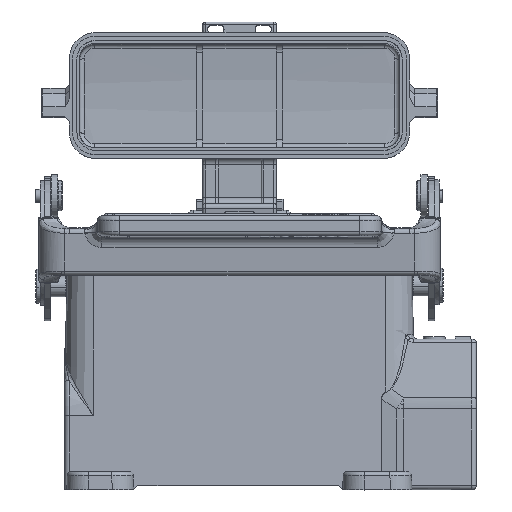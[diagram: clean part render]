
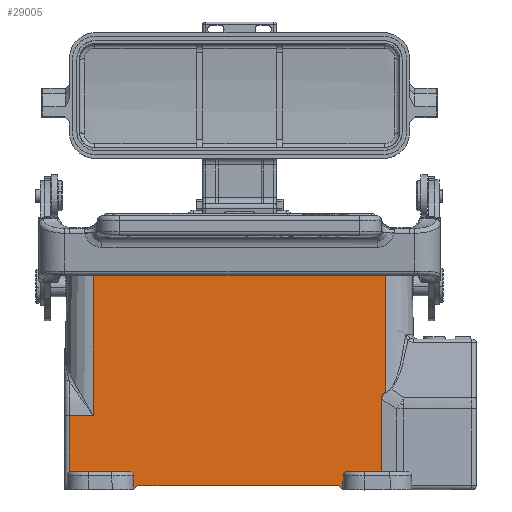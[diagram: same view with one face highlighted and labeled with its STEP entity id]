
A CAD part, top view. The second image highlights one B-rep face of the part: STEP entity #29005.
In plain terms, the highlighted planar face has unit normal (0, 0.018, 1).
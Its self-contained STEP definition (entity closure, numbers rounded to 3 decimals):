
#2373=DIRECTION('',(1.,0.,0.));
#2374=VECTOR('',#2373,46.6);
#2375=CARTESIAN_POINT('',(-23.6,-57.5,
15.727));
#2376=LINE('',#2375,#2374);
#2417=CARTESIAN_POINT('',(34.,-35.81,15.349));
#2418=CARTESIAN_POINT('',(33.912,-35.851,15.35));
#2419=CARTESIAN_POINT('',(33.748,-35.939,15.351));
#2420=CARTESIAN_POINT('',(33.536,-36.092,15.354));
#2421=CARTESIAN_POINT('',(33.357,-36.266,15.357));
#2422=CARTESIAN_POINT('',(33.21,-36.459,15.36));
#2423=CARTESIAN_POINT('',(33.095,-36.673,15.364));
#2424=CARTESIAN_POINT('',(33.009,-36.912,15.368));
#2425=CARTESIAN_POINT('',(32.954,-37.182,15.373));
#2426=CARTESIAN_POINT('',(32.941,-37.387,15.376));
#2427=CARTESIAN_POINT('',(32.941,-37.496,15.378));
#2429=DIRECTION('',(-1.,0.,0.));
#2430=VECTOR('',#2429,7.885);
#2431=CARTESIAN_POINT('',(32.941,-54.3,15.672));
#2432=LINE('',#2431,#2430);
#2433=CARTESIAN_POINT('',(25.056,-54.3,15.672));
#2434=CARTESIAN_POINT('',(24.949,-54.3,15.672));
#2435=CARTESIAN_POINT('',(24.746,-54.333,15.672));
#2436=CARTESIAN_POINT('',(24.464,-54.474,15.675));
#2437=CARTESIAN_POINT('',(24.241,-54.693,15.678));
#2438=CARTESIAN_POINT('',(24.094,-54.973,15.683));
#2439=CARTESIAN_POINT('',(24.058,-55.175,15.687));
#2440=CARTESIAN_POINT('',(24.056,-55.283,15.689));
#2442=DIRECTION('',(-0.017,-1.,0.017));
#2443=VECTOR('',#2442,3.218);
#2444=CARTESIAN_POINT('',(24.056,-55.283,15.689));
#2445=LINE('',#2444,#2443);
#2446=DIRECTION('',(-0.707,0.707,-0.012));
#2447=VECTOR('',#2446,1.414);
#2448=CARTESIAN_POINT('',(24.,-58.5,15.745));
#2449=LINE('',#2448,#2447);
#2450=DIRECTION('',(-0.707,-0.707,0.012));
#2451=VECTOR('',#2450,1.414);
#2452=CARTESIAN_POINT('',(-23.6,-57.5,
15.727));
#2453=LINE('',#2452,#2451);
#2454=DIRECTION('',(-0.017,1.,-0.017));
#2455=VECTOR('',#2454,3.218);
#2456=CARTESIAN_POINT('',(-24.6,-58.5,
15.745));
#2457=LINE('',#2456,#2455);
#2458=CARTESIAN_POINT('',(-24.656,-55.283,
15.689));
#2459=CARTESIAN_POINT('',(-24.658,-55.175,
15.687));
#2460=CARTESIAN_POINT('',(-24.694,-54.973,
15.683));
#2461=CARTESIAN_POINT('',(-24.841,-54.693,
15.678));
#2462=CARTESIAN_POINT('',(-25.064,-54.474,
15.675));
#2463=CARTESIAN_POINT('',(-25.346,-54.333,
15.672));
#2464=CARTESIAN_POINT('',(-25.549,-54.3,
15.672));
#2465=CARTESIAN_POINT('',(-25.656,-54.3,
15.672));
#2467=DIRECTION('',(-1.,0.,0.));
#2468=VECTOR('',#2467,13.388);
#2469=CARTESIAN_POINT('',(-25.656,-54.3,
15.672));
#2470=LINE('',#2469,#2468);
#2471=CARTESIAN_POINT('',(-39.044,-54.3,
15.672));
#2472=CARTESIAN_POINT('',(-39.111,-54.3,
15.672));
#2473=CARTESIAN_POINT('',(-39.243,-54.313,
15.672));
#2474=CARTESIAN_POINT('',(-39.428,-54.369,
15.673));
#2475=CARTESIAN_POINT('',(-39.544,-54.431,
15.674));
#2476=CARTESIAN_POINT('',(-39.6,-54.469,
15.675));
#2502=DIRECTION('',(0.,1.,-0.017));
#2503=VECTOR('',#2502,33.824);
#2504=CARTESIAN_POINT('',(34.,-35.81,15.349));
#2505=LINE('',#2504,#2503);
#11062=DIRECTION('',(-1.,0.,0.));
#11063=VECTOR('',#11062,68.);
#11064=CARTESIAN_POINT('',(34.,-1.991,
14.759));
#11065=LINE('',#11064,#11063);
#11172=DIRECTION('',(0.,-1.,0.017));
#11173=VECTOR('',#11172,39.245);
#11174=CARTESIAN_POINT('',(-34.,-1.991,
14.759));
#11175=LINE('',#11174,#11173);
#11206=DIRECTION('',(-1.,0.,0.));
#11207=VECTOR('',#11206,5.6);
#11208=CARTESIAN_POINT('',(-34.,-41.23,
15.443));
#11209=LINE('',#11208,#11207);
#11290=DIRECTION('',(0.,-1.,0.017));
#11291=VECTOR('',#11290,13.24);
#11292=CARTESIAN_POINT('',(-39.6,-41.23,15.443));
#11293=LINE('',#11292,#11291);
#18346=DIRECTION('',(0.,1.,-0.017));
#18347=VECTOR('',#18346,16.807);
#18348=CARTESIAN_POINT('',(32.941,-54.3,
15.672));
#18349=LINE('',#18348,#18347);
#22155=CARTESIAN_POINT('',(23.,-57.5,
15.727));
#22156=VERTEX_POINT('',#22155);
#22157=CARTESIAN_POINT('',(24.,-58.5,
15.745));
#22158=VERTEX_POINT('',#22157);
#22159=CARTESIAN_POINT('',(-23.6,-57.5,
15.727));
#22160=VERTEX_POINT('',#22159);
#22170=CARTESIAN_POINT('',(34.,-35.81,
15.349));
#22171=CARTESIAN_POINT('',(34.,-1.991,
14.759));
#22172=VERTEX_POINT('',#22170);
#22173=VERTEX_POINT('',#22171);
#22174=VERTEX_POINT('',#2427);
#22175=CARTESIAN_POINT('',(32.941,-54.3,
15.672));
#22176=VERTEX_POINT('',#22175);
#22177=CARTESIAN_POINT('',(25.056,-54.3,
15.672));
#22178=VERTEX_POINT('',#22177);
#22179=VERTEX_POINT('',#2440);
#22180=CARTESIAN_POINT('',(-24.6,-58.5,
15.745));
#22181=VERTEX_POINT('',#22180);
#22182=CARTESIAN_POINT('',(-24.656,-55.283,
15.689));
#22183=VERTEX_POINT('',#22182);
#22184=VERTEX_POINT('',#2465);
#22185=CARTESIAN_POINT('',(-39.044,-54.3,
15.672));
#22186=VERTEX_POINT('',#22185);
#22187=VERTEX_POINT('',#2476);
#22188=CARTESIAN_POINT('',(-39.6,-41.23,15.443));
#22189=VERTEX_POINT('',#22188);
#22190=CARTESIAN_POINT('',(-34.,-41.23,
15.443));
#22191=VERTEX_POINT('',#22190);
#22192=CARTESIAN_POINT('',(-34.,-1.991,
14.759));
#22193=VERTEX_POINT('',#22192);
#28966=CARTESIAN_POINT('',(-2.8,-30.246,
15.252));
#28967=DIRECTION('',(0.,0.017,1.));
#28968=DIRECTION('',(0.,-1.,0.017));
#28969=AXIS2_PLACEMENT_3D('',#28966,#28967,#28968);
#28970=PLANE('',#28969);
#28972=ORIENTED_EDGE('',*,*,#28971,.F.);
#28974=ORIENTED_EDGE('',*,*,#28973,.T.);
#28976=ORIENTED_EDGE('',*,*,#28975,.F.);
#28978=ORIENTED_EDGE('',*,*,#28977,.T.);
#28980=ORIENTED_EDGE('',*,*,#28979,.T.);
#28982=ORIENTED_EDGE('',*,*,#28981,.T.);
#28983=ORIENTED_EDGE('',*,*,#28932,.T.);
#28984=ORIENTED_EDGE('',*,*,#28945,.F.);
#28986=ORIENTED_EDGE('',*,*,#28985,.T.);
#28988=ORIENTED_EDGE('',*,*,#28987,.T.);
#28990=ORIENTED_EDGE('',*,*,#28989,.T.);
#28992=ORIENTED_EDGE('',*,*,#28991,.T.);
#28994=ORIENTED_EDGE('',*,*,#28993,.T.);
#28996=ORIENTED_EDGE('',*,*,#28995,.F.);
#28998=ORIENTED_EDGE('',*,*,#28997,.F.);
#29000=ORIENTED_EDGE('',*,*,#28999,.F.);
#29002=ORIENTED_EDGE('',*,*,#29001,.F.);
#29003=EDGE_LOOP('',(#28972,#28974,#28976,#28978,#28980,#28982,#28983,#28984,
#28986,#28988,#28990,#28992,#28994,#28996,#28998,#29000,#29002));
#29004=FACE_OUTER_BOUND('',#29003,.F.);
#29005=ADVANCED_FACE('',(#29004),#28970,.T.);
#2428=B_SPLINE_CURVE_WITH_KNOTS('',3,(#2417,#2418,#2419,#2420,#2421,#2422,#2423,
#2424,#2425,#2426,#2427),.UNSPECIFIED.,.F.,.F.,(4,1,1,1,1,1,1,1,4),(0.,
0.125,0.25,0.375,0.5,0.625,0.75,0.875,1.),.UNSPECIFIED.);
#2441=B_SPLINE_CURVE_WITH_KNOTS('',3,(#2433,#2434,#2435,#2436,#2437,#2438,#2439,
#2440),.UNSPECIFIED.,.F.,.F.,(4,1,1,1,1,4),(0.,0.2,0.4,0.6,0.8,1.),
.UNSPECIFIED.);
#2466=B_SPLINE_CURVE_WITH_KNOTS('',3,(#2458,#2459,#2460,#2461,#2462,#2463,#2464,
#2465),.UNSPECIFIED.,.F.,.F.,(4,1,1,1,1,4),(0.,0.2,0.4,0.6,0.8,1.),
.UNSPECIFIED.);
#2477=B_SPLINE_CURVE_WITH_KNOTS('',3,(#2471,#2472,#2473,#2474,#2475,#2476),
.UNSPECIFIED.,.F.,.F.,(4,1,1,4),(0.,0.333,0.667,1.),
.UNSPECIFIED.);
#28932=EDGE_CURVE('',#22158,#22156,#2449,.T.);
#28945=EDGE_CURVE('',#22160,#22156,#2376,.T.);
#28971=EDGE_CURVE('',#22172,#22173,#2505,.T.);
#28973=EDGE_CURVE('',#22172,#22174,#2428,.T.);
#28975=EDGE_CURVE('',#22176,#22174,#18349,.T.);
#28977=EDGE_CURVE('',#22176,#22178,#2432,.T.);
#28979=EDGE_CURVE('',#22178,#22179,#2441,.T.);
#28981=EDGE_CURVE('',#22179,#22158,#2445,.T.);
#28985=EDGE_CURVE('',#22160,#22181,#2453,.T.);
#28987=EDGE_CURVE('',#22181,#22183,#2457,.T.);
#28989=EDGE_CURVE('',#22183,#22184,#2466,.T.);
#28991=EDGE_CURVE('',#22184,#22186,#2470,.T.);
#28993=EDGE_CURVE('',#22186,#22187,#2477,.T.);
#28995=EDGE_CURVE('',#22189,#22187,#11293,.T.);
#28997=EDGE_CURVE('',#22191,#22189,#11209,.T.);
#28999=EDGE_CURVE('',#22193,#22191,#11175,.T.);
#29001=EDGE_CURVE('',#22173,#22193,#11065,.T.);
